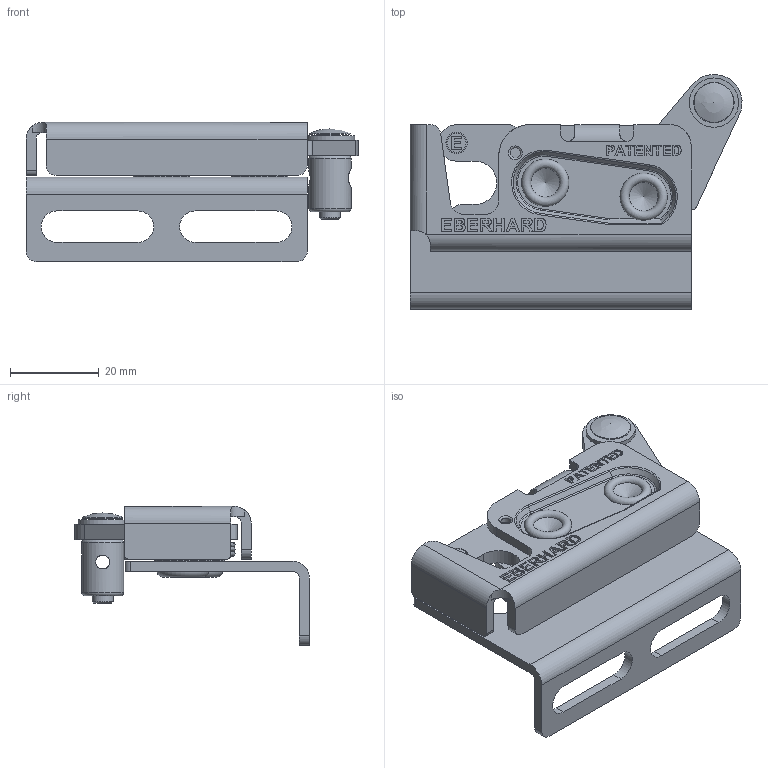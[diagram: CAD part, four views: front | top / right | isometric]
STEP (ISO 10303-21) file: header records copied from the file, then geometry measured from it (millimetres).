
FILE_DESCRIPTION(/* description */ ('SINGLE STAGE MINI-ROTARY LOCK WITH CABLE ADAPTER '),/* implementation_level */ '2;1');
FILE_NAME(/* name */ '58B-231-R_2022-1-31.stp',/* time_stamp */ '2022-01-31T10:19:35-05:00',/* author */ ('RBernot'),/* organization */ (''),/* preprocessor_version */ 'ST-DEVELOPER v18.1',/* originating_system */ 'Autodesk Inventor 2020',/* authorisation */ '');
FILE_SCHEMA (('AUTOMOTIVE_DESIGN { 1 0 10303 214 3 1 1 }'));
Length unit declared in the file: inch
Products named in the file (2): 58B-231-R_2022-1-31; 58B-231-R_Substitute_1
Assembly tree (1 placements, depth 2):
  58B-231-R_2022-1-31
    58B-231-R_Substitute_1
Bounding box: 74.98 x 53.03 x 31.42 mm (x, y, z)
Volume: 19056.6 mm3; surface area: 17908.9 mm2
Topology: 2 solids, 2 shells, 747 faces, 2106 edges, 1401 vertices
Faces by surface type: plane 545, cylinder 98, bspline 65, torus 27, cone 11, sphere 1
Full cylindrical faces by diameter (mm): 1.016 x3, 2.337 x1, 3.162 x2, 3.175 x1, 3.962 x1, 4.318 x2, 4.508 x1, 4.75 x1, 4.813 x1, 4.826 x2, 9.525 x1, 11.112 x2, 11.125 x1, 11.367 x2, 12.7 x2
Entity records: 27377 total; most frequent: CARTESIAN_POINT 8171, ORIENTED_EDGE 4198, DIRECTION 3386, EDGE_CURVE 2099, VERTEX_POINT 1401, LINE 1250, VECTOR 1250, AXIS2_PLACEMENT_3D 1068
